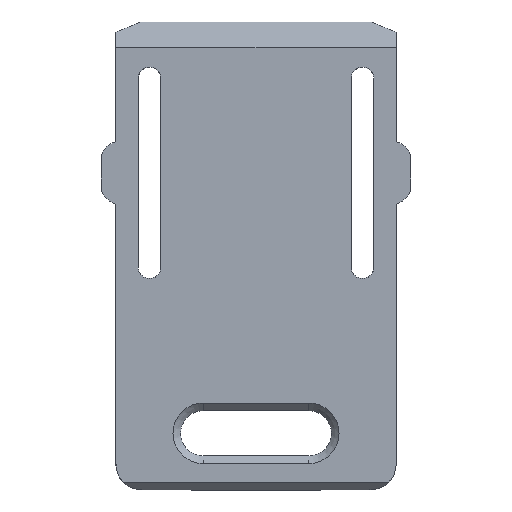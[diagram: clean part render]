
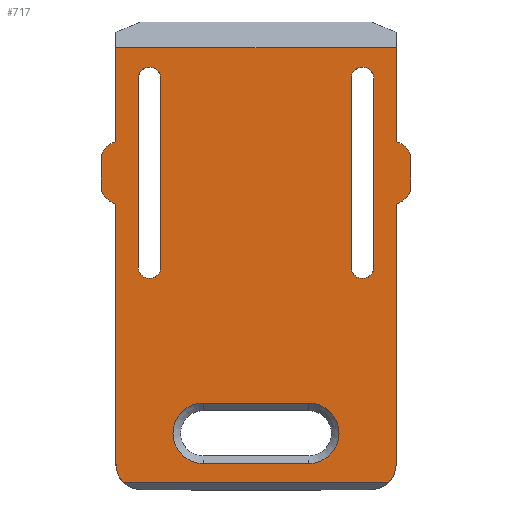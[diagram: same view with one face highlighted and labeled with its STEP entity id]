
A CAD part, top view. The second image highlights one B-rep face of the part: STEP entity #717.
In plain terms, the highlighted planar face has unit normal (0, 0, 1).
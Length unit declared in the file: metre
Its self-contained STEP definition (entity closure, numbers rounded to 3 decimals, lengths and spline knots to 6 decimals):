
#38=CIRCLE('',#771,0.002);
#39=CIRCLE('',#772,0.002);
#40=CIRCLE('',#773,0.00075);
#41=CIRCLE('',#774,0.00075);
#42=CIRCLE('',#775,0.00149);
#43=CIRCLE('',#776,0.00149);
#44=CIRCLE('',#777,0.00149);
#45=CIRCLE('',#778,0.00149);
#46=CIRCLE('',#779,0.00075);
#47=CIRCLE('',#780,0.00075);
#52=B_SPLINE_CURVE_WITH_KNOTS('',3,(#1055,#1056,#1057,#1058),.UNSPECIFIED.,.F.,.F.,(4,4),(0.,1.),.UNSPECIFIED.);
#53=B_SPLINE_CURVE_WITH_KNOTS('',3,(#1062,#1063,#1064,#1065),.UNSPECIFIED.,.F.,.F.,(4,4),(0.,1.),.UNSPECIFIED.);
#78=ORIENTED_EDGE('',*,*,#298,.T.);
#79=ORIENTED_EDGE('',*,*,#299,.T.);
#80=ORIENTED_EDGE('',*,*,#300,.T.);
#81=ORIENTED_EDGE('',*,*,#301,.T.);
#82=ORIENTED_EDGE('',*,*,#302,.F.);
#83=ORIENTED_EDGE('',*,*,#303,.F.);
#84=ORIENTED_EDGE('',*,*,#304,.F.);
#85=ORIENTED_EDGE('',*,*,#305,.F.);
#86=ORIENTED_EDGE('',*,*,#306,.F.);
#87=ORIENTED_EDGE('',*,*,#307,.T.);
#88=ORIENTED_EDGE('',*,*,#308,.T.);
#89=ORIENTED_EDGE('',*,*,#309,.T.);
#90=ORIENTED_EDGE('',*,*,#310,.T.);
#91=ORIENTED_EDGE('',*,*,#311,.F.);
#92=ORIENTED_EDGE('',*,*,#312,.F.);
#93=ORIENTED_EDGE('',*,*,#313,.T.);
#94=ORIENTED_EDGE('',*,*,#314,.T.);
#95=ORIENTED_EDGE('',*,*,#315,.T.);
#96=ORIENTED_EDGE('',*,*,#316,.F.);
#97=ORIENTED_EDGE('',*,*,#317,.F.);
#98=ORIENTED_EDGE('',*,*,#318,.T.);
#99=ORIENTED_EDGE('',*,*,#319,.T.);
#100=ORIENTED_EDGE('',*,*,#320,.T.);
#101=ORIENTED_EDGE('',*,*,#321,.T.);
#102=ORIENTED_EDGE('',*,*,#322,.T.);
#103=ORIENTED_EDGE('',*,*,#323,.T.);
#298=EDGE_CURVE('',#408,#409,#476,.T.);
#299=EDGE_CURVE('',#409,#410,#38,.T.);
#300=EDGE_CURVE('',#410,#411,#477,.T.);
#301=EDGE_CURVE('',#411,#408,#39,.T.);
#302=EDGE_CURVE('',#412,#413,#40,.T.);
#303=EDGE_CURVE('',#414,#412,#478,.T.);
#304=EDGE_CURVE('',#415,#414,#41,.T.);
#305=EDGE_CURVE('',#413,#415,#479,.T.);
#306=EDGE_CURVE('',#416,#417,#480,.T.);
#307=EDGE_CURVE('',#416,#418,#52,.T.);
#308=EDGE_CURVE('',#418,#419,#481,.T.);
#309=EDGE_CURVE('',#419,#420,#53,.T.);
#310=EDGE_CURVE('',#420,#421,#482,.T.);
#311=EDGE_CURVE('',#422,#421,#42,.T.);
#312=EDGE_CURVE('',#423,#422,#483,.T.);
#313=EDGE_CURVE('',#423,#424,#43,.T.);
#314=EDGE_CURVE('',#424,#425,#484,.T.);
#315=EDGE_CURVE('',#425,#426,#485,.T.);
#316=EDGE_CURVE('',#427,#426,#486,.T.);
#317=EDGE_CURVE('',#428,#427,#44,.T.);
#318=EDGE_CURVE('',#428,#429,#487,.T.);
#319=EDGE_CURVE('',#429,#417,#45,.T.);
#320=EDGE_CURVE('',#430,#431,#488,.T.);
#321=EDGE_CURVE('',#431,#432,#46,.T.);
#322=EDGE_CURVE('',#432,#433,#489,.T.);
#323=EDGE_CURVE('',#433,#430,#47,.T.);
#408=VERTEX_POINT('',#1037);
#409=VERTEX_POINT('',#1038);
#410=VERTEX_POINT('',#1040);
#411=VERTEX_POINT('',#1042);
#412=VERTEX_POINT('',#1045);
#413=VERTEX_POINT('',#1046);
#414=VERTEX_POINT('',#1048);
#415=VERTEX_POINT('',#1050);
#416=VERTEX_POINT('',#1053);
#417=VERTEX_POINT('',#1054);
#418=VERTEX_POINT('',#1059);
#419=VERTEX_POINT('',#1061);
#420=VERTEX_POINT('',#1066);
#421=VERTEX_POINT('',#1068);
#422=VERTEX_POINT('',#1070);
#423=VERTEX_POINT('',#1072);
#424=VERTEX_POINT('',#1074);
#425=VERTEX_POINT('',#1076);
#426=VERTEX_POINT('',#1078);
#427=VERTEX_POINT('',#1080);
#428=VERTEX_POINT('',#1082);
#429=VERTEX_POINT('',#1084);
#430=VERTEX_POINT('',#1087);
#431=VERTEX_POINT('',#1088);
#432=VERTEX_POINT('',#1090);
#433=VERTEX_POINT('',#1092);
#476=LINE('',#1036,#546);
#477=LINE('',#1041,#547);
#478=LINE('',#1047,#548);
#479=LINE('',#1051,#549);
#480=LINE('',#1052,#550);
#481=LINE('',#1060,#551);
#482=LINE('',#1067,#552);
#483=LINE('',#1071,#553);
#484=LINE('',#1075,#554);
#485=LINE('',#1077,#555);
#486=LINE('',#1079,#556);
#487=LINE('',#1083,#557);
#488=LINE('',#1086,#558);
#489=LINE('',#1091,#559);
#546=VECTOR('',#839,1.);
#547=VECTOR('',#842,1.);
#548=VECTOR('',#847,1.);
#549=VECTOR('',#850,1.);
#550=VECTOR('',#851,1.);
#551=VECTOR('',#852,1.);
#552=VECTOR('',#853,1.);
#553=VECTOR('',#856,1.);
#554=VECTOR('',#859,1.);
#555=VECTOR('',#860,1.);
#556=VECTOR('',#861,1.);
#557=VECTOR('',#864,1.);
#558=VECTOR('',#867,1.);
#559=VECTOR('',#870,1.);
#612=EDGE_LOOP('',(#78,#79,#80,#81));
#613=EDGE_LOOP('',(#82,#83,#84,#85));
#614=EDGE_LOOP('',(#86,#87,#88,#89,#90,#91,#92,#93,#94,#95,#96,#97,#98,#99));
#615=EDGE_LOOP('',(#100,#101,#102,#103));
#654=FACE_BOUND('',#612,.T.);
#655=FACE_BOUND('',#613,.T.);
#656=FACE_BOUND('',#614,.T.);
#657=FACE_BOUND('',#615,.T.);
#695=PLANE('',#770);
#717=ADVANCED_FACE('',(#654,#655,#656,#657),#695,.F.);
#770=AXIS2_PLACEMENT_3D('',#1035,#837,#838);
#771=AXIS2_PLACEMENT_3D('',#1039,#840,#841);
#772=AXIS2_PLACEMENT_3D('',#1043,#843,#844);
#773=AXIS2_PLACEMENT_3D('',#1044,#845,#846);
#774=AXIS2_PLACEMENT_3D('',#1049,#848,#849);
#775=AXIS2_PLACEMENT_3D('',#1069,#854,#855);
#776=AXIS2_PLACEMENT_3D('',#1073,#857,#858);
#777=AXIS2_PLACEMENT_3D('',#1081,#862,#863);
#778=AXIS2_PLACEMENT_3D('',#1085,#865,#866);
#779=AXIS2_PLACEMENT_3D('',#1089,#868,#869);
#780=AXIS2_PLACEMENT_3D('',#1093,#871,#872);
#837=DIRECTION('',(0.,0.,-1.));
#838=DIRECTION('',(-1.,0.,0.));
#839=DIRECTION('',(1.,0.,0.));
#840=DIRECTION('',(0.,0.,-1.));
#841=DIRECTION('',(-1.,0.,0.));
#842=DIRECTION('',(-1.,0.,0.));
#843=DIRECTION('',(0.,0.,-1.));
#844=DIRECTION('',(-1.,0.,0.));
#845=DIRECTION('',(0.,0.,1.));
#846=DIRECTION('',(1.,0.,0.));
#847=DIRECTION('',(0.,1.,0.));
#848=DIRECTION('',(0.,0.,1.));
#849=DIRECTION('',(1.,0.,0.));
#850=DIRECTION('',(0.,-1.,0.));
#851=DIRECTION('',(0.,1.,0.));
#852=DIRECTION('',(1.,0.,0.));
#853=DIRECTION('',(0.,1.,0.));
#854=DIRECTION('',(0.,0.,-1.));
#855=DIRECTION('',(1.,0.,0.));
#856=DIRECTION('',(0.,-1.,0.));
#857=DIRECTION('',(0.,0.,1.));
#858=DIRECTION('',(1.,0.,0.));
#859=DIRECTION('',(0.,1.,0.));
#860=DIRECTION('',(-1.,0.,0.));
#861=DIRECTION('',(0.,1.,0.));
#862=DIRECTION('',(0.,0.,-1.));
#863=DIRECTION('',(1.,0.,0.));
#864=DIRECTION('',(0.,-1.,0.));
#865=DIRECTION('',(0.,0.,1.));
#866=DIRECTION('',(1.,0.,0.));
#867=DIRECTION('',(0.,1.,0.));
#868=DIRECTION('',(0.,0.,-1.));
#869=DIRECTION('',(1.,0.,0.));
#870=DIRECTION('',(0.,-1.,0.));
#871=DIRECTION('',(0.,0.,-1.));
#872=DIRECTION('',(1.,0.,0.));
#1035=CARTESIAN_POINT('',(0.,-0.046,-0.0055));
#1036=CARTESIAN_POINT('',(0.0035,-0.04025,-0.0055));
#1037=CARTESIAN_POINT('',(-0.0035,-0.04025,-0.0055));
#1038=CARTESIAN_POINT('',(0.0035,-0.04025,-0.0055));
#1039=CARTESIAN_POINT('',(0.0035,-0.04225,-0.0055));
#1040=CARTESIAN_POINT('',(0.0035,-0.04425,-0.0055));
#1041=CARTESIAN_POINT('',(-0.0035,-0.04425,-0.0055));
#1042=CARTESIAN_POINT('',(-0.0035,-0.04425,-0.0055));
#1043=CARTESIAN_POINT('',(-0.0035,-0.04225,-0.0055));
#1044=CARTESIAN_POINT('',(0.00705,-0.01875,-0.0055));
#1045=CARTESIAN_POINT('',(0.0078,-0.01875,-0.0055));
#1046=CARTESIAN_POINT('',(0.0063,-0.01875,-0.0055));
#1047=CARTESIAN_POINT('',(0.0078,-0.025,-0.0055));
#1048=CARTESIAN_POINT('',(0.0078,-0.03125,-0.0055));
#1049=CARTESIAN_POINT('',(0.00705,-0.03125,-0.0055));
#1050=CARTESIAN_POINT('',(0.0063,-0.03125,-0.0055));
#1051=CARTESIAN_POINT('',(0.0063,-0.025,-0.0055));
#1052=CARTESIAN_POINT('',(-0.0093,-0.046,-0.0055));
#1053=CARTESIAN_POINT('',(-0.0093,-0.044,-0.0055));
#1054=CARTESIAN_POINT('',(-0.0093,-0.027071,-0.0055));
#1055=CARTESIAN_POINT('',(-0.0093,-0.044,-0.0055));
#1056=CARTESIAN_POINT('',(-0.0093,-0.044667,-0.0055));
#1057=CARTESIAN_POINT('',(-0.009133,-0.045167,-0.0055));
#1058=CARTESIAN_POINT('',(-0.0088,-0.0455,-0.0055));
#1059=CARTESIAN_POINT('',(-0.0088,-0.0455,-0.0055));
#1060=CARTESIAN_POINT('',(0.,-0.0455,-0.0055));
#1061=CARTESIAN_POINT('',(0.0088,-0.0455,-0.0055));
#1062=CARTESIAN_POINT('',(0.0088,-0.0455,-0.0055));
#1063=CARTESIAN_POINT('',(0.009133,-0.045167,-0.0055));
#1064=CARTESIAN_POINT('',(0.0093,-0.044667,-0.0055));
#1065=CARTESIAN_POINT('',(0.0093,-0.044,-0.0055));
#1066=CARTESIAN_POINT('',(0.0093,-0.044,-0.0055));
#1067=CARTESIAN_POINT('',(0.0093,-0.046,-0.0055));
#1068=CARTESIAN_POINT('',(0.0093,-0.027071,-0.0055));
#1069=CARTESIAN_POINT('',(0.008834,-0.025656,-0.0055));
#1070=CARTESIAN_POINT('',(0.01024,-0.026148,-0.0055));
#1071=CARTESIAN_POINT('',(0.01024,-0.025,-0.0055));
#1072=CARTESIAN_POINT('',(0.01024,-0.023852,-0.0055));
#1073=CARTESIAN_POINT('',(0.008834,-0.024344,-0.0055));
#1074=CARTESIAN_POINT('',(0.0093,-0.022929,-0.0055));
#1075=CARTESIAN_POINT('',(0.0093,-0.046,-0.0055));
#1076=CARTESIAN_POINT('',(0.0093,-0.0167,-0.0055));
#1077=CARTESIAN_POINT('',(-0.0093,-0.0167,-0.0055));
#1078=CARTESIAN_POINT('',(-0.0093,-0.0167,-0.0055));
#1079=CARTESIAN_POINT('',(-0.0093,-0.046,-0.0055));
#1080=CARTESIAN_POINT('',(-0.0093,-0.022929,-0.0055));
#1081=CARTESIAN_POINT('',(-0.008834,-0.024344,-0.0055));
#1082=CARTESIAN_POINT('',(-0.01024,-0.023852,-0.0055));
#1083=CARTESIAN_POINT('',(-0.01024,-0.025,-0.0055));
#1084=CARTESIAN_POINT('',(-0.01024,-0.026148,-0.0055));
#1085=CARTESIAN_POINT('',(-0.008834,-0.025656,-0.0055));
#1086=CARTESIAN_POINT('',(-0.0078,-0.025,-0.0055));
#1087=CARTESIAN_POINT('',(-0.0078,-0.03125,-0.0055));
#1088=CARTESIAN_POINT('',(-0.0078,-0.01875,-0.0055));
#1089=CARTESIAN_POINT('',(-0.00705,-0.01875,-0.0055));
#1090=CARTESIAN_POINT('',(-0.0063,-0.01875,-0.0055));
#1091=CARTESIAN_POINT('',(-0.0063,-0.025,-0.0055));
#1092=CARTESIAN_POINT('',(-0.0063,-0.03125,-0.0055));
#1093=CARTESIAN_POINT('',(-0.00705,-0.03125,-0.0055));
